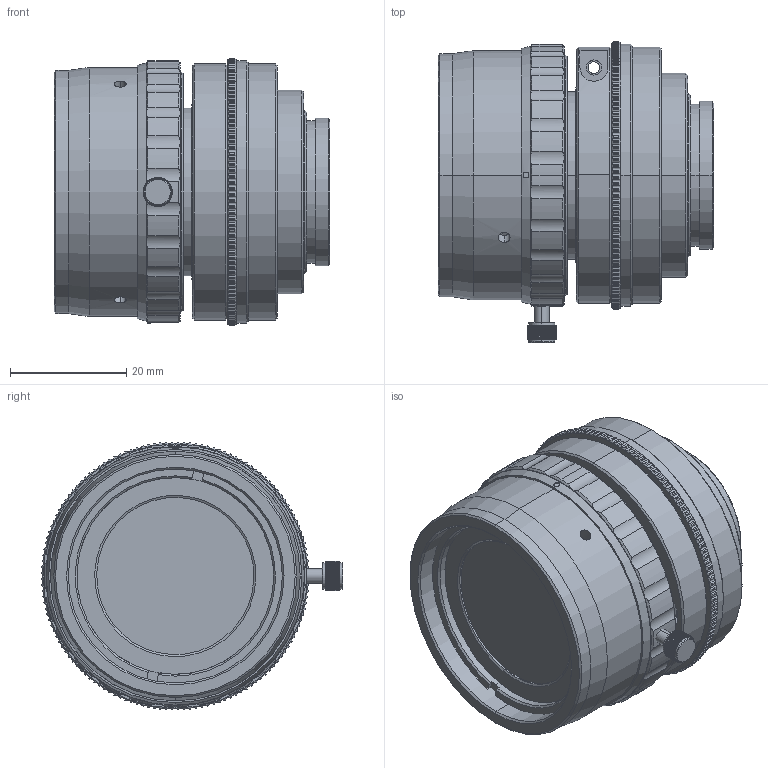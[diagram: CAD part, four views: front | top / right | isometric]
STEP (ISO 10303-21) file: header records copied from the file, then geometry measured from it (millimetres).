
FILE_DESCRIPTION (( 'STEP AP203' ), '1' );
FILE_NAME ('SWIR 25mmF1.4.STEP', '2022-11-14T03:22:11', ( '' ), ( '' ), 'SwSTEP 2.0', 'SolidWorks 2018', '' );
FILE_SCHEMA (( 'CONFIG_CONTROL_DESIGN' ));
Length unit declared in the file: millimetre
Products named in the file (11): 覦趼遠 D2; 嫖擊覃誹遠 D2; 薦嫖え; 滤镜压圈; 嫖擊坶踡隊4.2; 嫖擊畢裝; SWIR 25mmF1.4; M30_C諉諳; M42惕踡遠; 32-18-130; 翋噩芠
Assembly tree (15 placements, depth 2):
  SWIR 25mmF1.4
    翋噩芠
    32-18-130  x6
    嫖擊覃誹遠 D2
    嫖擊畢裝
    覦趼遠 D2
    薦嫖え
    滤镜压圈
    嫖擊坶踡隊4.2
    M42惕踡遠
    M30_C諉諳
Bounding box: 47.36 x 51.73 x 45.99 mm (x, y, z)
Volume: 53782.4 mm3; surface area: 31308.5 mm2
Topology: 21 solids, 27 shells, 1591 faces, 4030 edges, 2530 vertices
Faces by surface type: cylinder 652, plane 608, cone 329, bspline 2
Entity records: 50502 total; most frequent: CARTESIAN_POINT 14908, ORIENTED_EDGE 7650, DIRECTION 6572, EDGE_CURVE 3825, AXIS2_PLACEMENT_3D 2643, VERTEX_POINT 2400, EDGE_LOOP 1545, ADVANCED_FACE 1491
